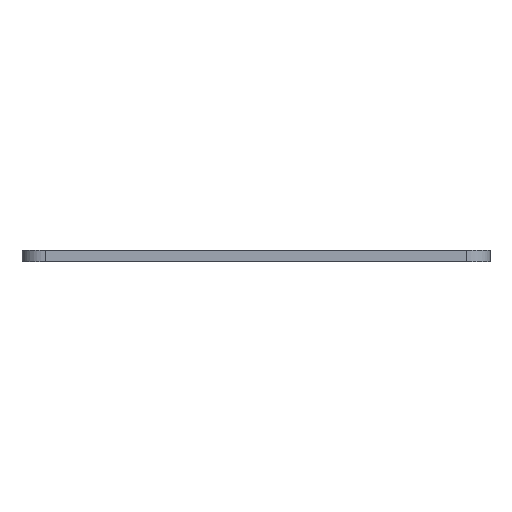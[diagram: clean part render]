
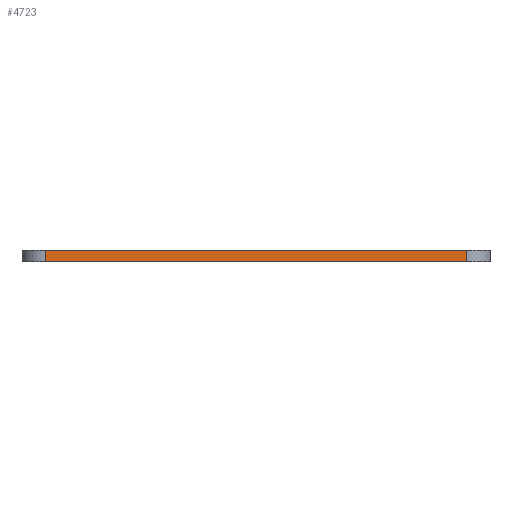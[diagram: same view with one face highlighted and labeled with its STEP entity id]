
A CAD part, front view. The second image highlights one B-rep face of the part: STEP entity #4723.
In plain terms, the highlighted planar face has unit normal (0, -1, 0).
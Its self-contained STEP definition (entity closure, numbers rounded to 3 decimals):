
#363=FACE_OUTER_BOUND('',#593,.T.);
#593=EDGE_LOOP('',(#3775,#3776,#3777,#3778));
#1167=LINE('',#7537,#1763);
#1168=LINE('',#7541,#1764);
#1169=LINE('',#7543,#1765);
#1170=LINE('',#7544,#1766);
#1763=VECTOR('',#6173,10.);
#1764=VECTOR('',#6178,10.);
#1765=VECTOR('',#6179,10.);
#1766=VECTOR('',#6180,10.);
#2231=VERTEX_POINT('',#7534);
#2232=VERTEX_POINT('',#7536);
#2233=VERTEX_POINT('',#7540);
#2234=VERTEX_POINT('',#7542);
#2888=EDGE_CURVE('',#2232,#2231,#1167,.T.);
#2890=EDGE_CURVE('',#2231,#2233,#1168,.T.);
#2891=EDGE_CURVE('',#2234,#2233,#1169,.T.);
#2892=EDGE_CURVE('',#2232,#2234,#1170,.T.);
#3775=ORIENTED_EDGE('',*,*,#2890,.T.);
#3776=ORIENTED_EDGE('',*,*,#2891,.F.);
#3777=ORIENTED_EDGE('',*,*,#2892,.F.);
#3778=ORIENTED_EDGE('',*,*,#2888,.T.);
#4500=PLANE('',#5047);
#4723=ADVANCED_FACE('',(#363),#4500,.T.);
#5047=AXIS2_PLACEMENT_3D('',#7539,#6176,#6177);
#6173=DIRECTION('',(0.,0.,1.));
#6176=DIRECTION('center_axis',(0.,-1.,0.));
#6177=DIRECTION('ref_axis',(1.,0.,0.));
#6178=DIRECTION('',(-1.,0.,0.));
#6179=DIRECTION('',(0.,0.,1.));
#6180=DIRECTION('',(-1.,0.,0.));
#7534=CARTESIAN_POINT('',(18.,-20.,1.));
#7536=CARTESIAN_POINT('',(18.,-20.,0.));
#7537=CARTESIAN_POINT('',(18.,-20.,0.));
#7539=CARTESIAN_POINT('Origin',(-18.,-20.,0.));
#7540=CARTESIAN_POINT('',(-18.,-20.,1.));
#7541=CARTESIAN_POINT('',(-9.,-20.,1.));
#7542=CARTESIAN_POINT('',(-18.,-20.,0.));
#7543=CARTESIAN_POINT('',(-18.,-20.,0.));
#7544=CARTESIAN_POINT('',(-9.,-20.,0.));
